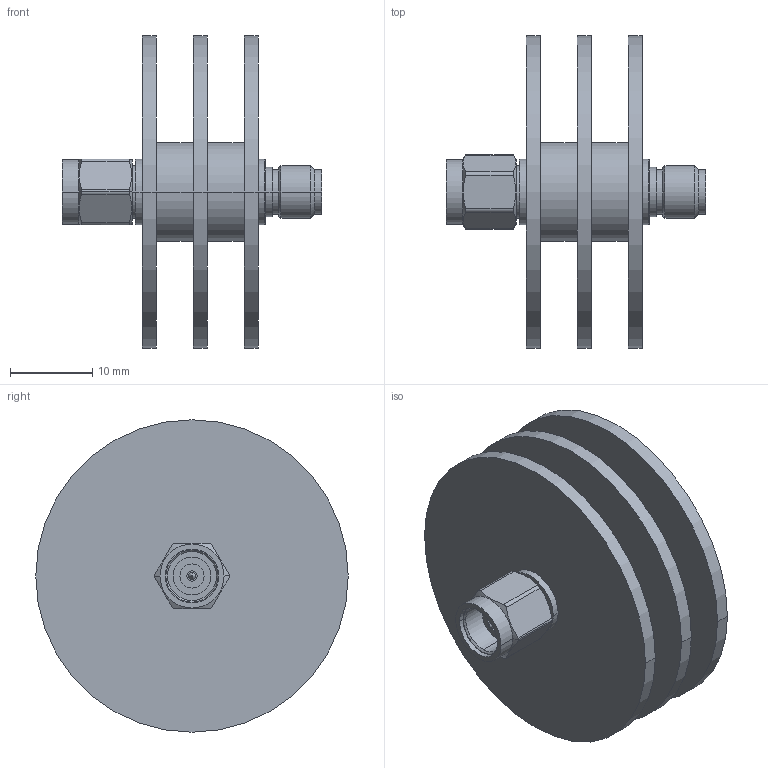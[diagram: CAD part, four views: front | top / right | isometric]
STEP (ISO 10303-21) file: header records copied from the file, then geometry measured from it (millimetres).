
FILE_DESCRIPTION (( 'STEP AP214' ), '1' );
FILE_NAME ('FMAT7512-20_3D.step', '2025-03-04T21:56:51', ( '' ), ( '' ), 'SwSTEP 2.0', 'SolidWorks 2022', '' );
FILE_SCHEMA (( 'AUTOMOTIVE_DESIGN' ));
Length unit declared in the file: millimetre
Products named in the file (1): FMAT7512-20_3D
Bounding box: 31.55 x 38 x 38 mm (x, y, z)
Volume: 7344.7 mm3; surface area: 8101.3 mm2
Topology: 1 solids, 1 shells, 103 faces, 223 edges, 143 vertices
Faces by surface type: cylinder 57, plane 30, cone 14, torus 2
Entity records: 2953 total; most frequent: CARTESIAN_POINT 616, DIRECTION 517, ORIENTED_EDGE 442, EDGE_CURVE 221, AXIS2_PLACEMENT_3D 220, VERTEX_POINT 143, EDGE_LOOP 126, CIRCLE 116
